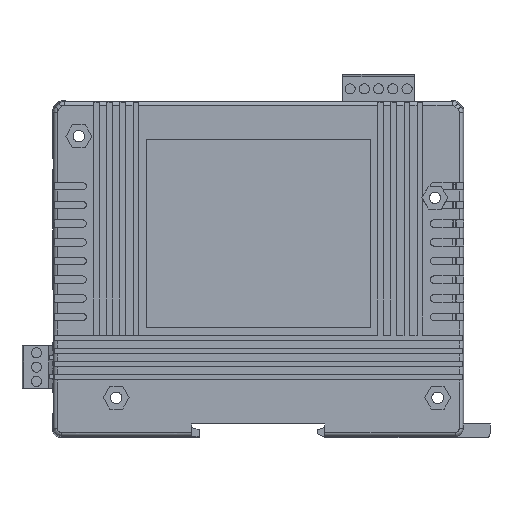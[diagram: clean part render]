
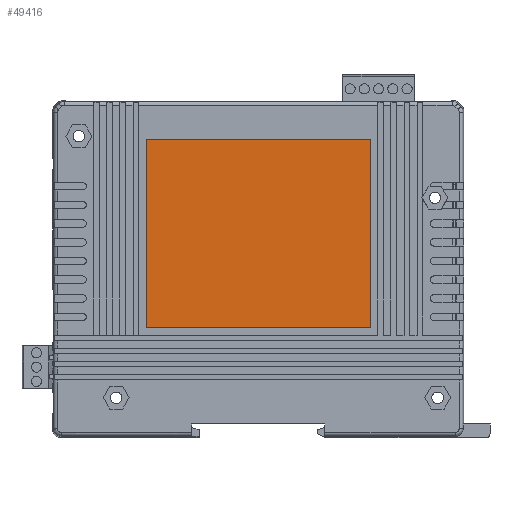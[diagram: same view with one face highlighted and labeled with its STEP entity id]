
A CAD part, left-side view. The second image highlights one B-rep face of the part: STEP entity #49416.
In plain terms, the highlighted face is planar.
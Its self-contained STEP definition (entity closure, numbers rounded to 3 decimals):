
#586 = DIRECTION ( 'NONE',  ( 0., 0., -1. ) ) ;
#1342 = EDGE_CURVE ( 'NONE', #46973, #49175, #46868, .T. ) ;
#1642 = EDGE_LOOP ( 'NONE', ( #20392, #50411, #21151, #29207 ) ) ;
#4582 = EDGE_CURVE ( 'NONE', #49175, #44427, #49317, .T. ) ;
#6148 = DIRECTION ( 'NONE',  ( -1., 0., 0. ) ) ;
#8781 = CARTESIAN_POINT ( 'NONE',  ( -29.392, -16.894, -19.971 ) ) ;
#10634 = DIRECTION ( 'NONE',  ( -1., 0., 0. ) ) ;
#12502 = VECTOR ( 'NONE', #10634, 1000. ) ;
#15661 = CARTESIAN_POINT ( 'NONE',  ( -89.392, -16.894, -19.971 ) ) ;
#15690 = LINE ( 'NONE', #45333, #12502 ) ;
#16033 = DIRECTION ( 'NONE',  ( 0., 0., -1. ) ) ;
#19504 = DIRECTION ( 'NONE',  ( 0., 0., 1. ) ) ;
#20342 = EDGE_CURVE ( 'NONE', #26964, #44427, #54449, .T. ) ;
#20392 = ORIENTED_EDGE ( 'NONE', *, *, #1342, .T. ) ;
#21151 = ORIENTED_EDGE ( 'NONE', *, *, #20342, .F. ) ;
#22873 = VECTOR ( 'NONE', #16033, 1000. ) ;
#24462 = VECTOR ( 'NONE', #586, 1000. ) ;
#24661 = CARTESIAN_POINT ( 'NONE',  ( -89.392, -16.894, -70.429 ) ) ;
#26964 = VERTEX_POINT ( 'NONE', #15661 ) ;
#29207 = ORIENTED_EDGE ( 'NONE', *, *, #42922, .F. ) ;
#32368 = CARTESIAN_POINT ( 'NONE',  ( -29.392, -16.894, -70.429 ) ) ;
#32475 = PLANE ( 'NONE',  #47139 ) ;
#33305 = FACE_OUTER_BOUND ( 'NONE', #1642, .T. ) ;
#38298 = CARTESIAN_POINT ( 'NONE',  ( -29.392, -16.894, -19.971 ) ) ;
#42922 = EDGE_CURVE ( 'NONE', #46973, #26964, #15690, .T. ) ;
#44427 = VERTEX_POINT ( 'NONE', #24661 ) ;
#45333 = CARTESIAN_POINT ( 'NONE',  ( -29.392, -16.894, -19.971 ) ) ;
#45739 = CARTESIAN_POINT ( 'NONE',  ( -29.392, -16.894, -70.429 ) ) ;
#46868 = LINE ( 'NONE', #8781, #24462 ) ;
#46973 = VERTEX_POINT ( 'NONE', #38298 ) ;
#47139 = AXIS2_PLACEMENT_3D ( 'NONE', #45739, #50246, #19504 ) ;
#49175 = VERTEX_POINT ( 'NONE', #51429 ) ;
#49317 = LINE ( 'NONE', #32368, #53555 ) ;
#49416 = ADVANCED_FACE ( 'NONE', ( #33305 ), #32475, .T. ) ;
#50199 = CARTESIAN_POINT ( 'NONE',  ( -89.392, -16.894, -19.971 ) ) ;
#50246 = DIRECTION ( 'NONE',  ( 0., 1., 0. ) ) ;
#50411 = ORIENTED_EDGE ( 'NONE', *, *, #4582, .T. ) ;
#51429 = CARTESIAN_POINT ( 'NONE',  ( -29.392, -16.894, -70.429 ) ) ;
#53555 = VECTOR ( 'NONE', #6148, 1000. ) ;
#54449 = LINE ( 'NONE', #50199, #22873 ) ;
